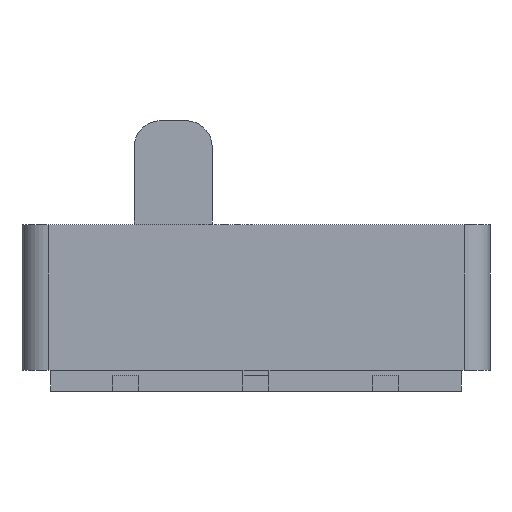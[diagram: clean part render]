
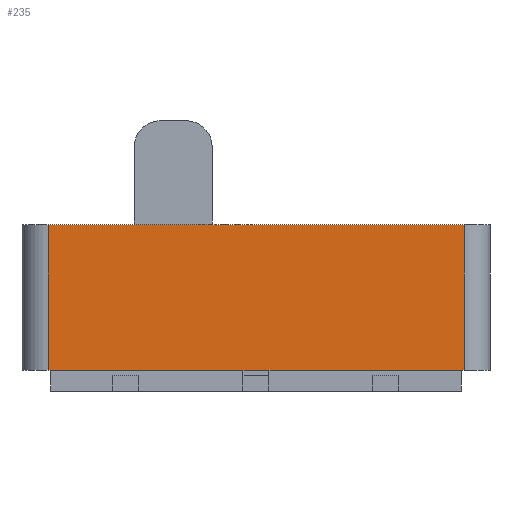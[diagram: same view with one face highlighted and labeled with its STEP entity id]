
A CAD part, front view. The second image highlights one B-rep face of the part: STEP entity #235.
In plain terms, the highlighted planar face has unit normal (0, -1, 0).
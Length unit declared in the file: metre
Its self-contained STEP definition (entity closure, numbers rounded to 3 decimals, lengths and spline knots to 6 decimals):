
#235 = ADVANCED_FACE( '', ( #471 ), #472, .T. );
#471 = FACE_OUTER_BOUND( '', #721, .T. );
#472 = PLANE( '', #722 );
#721 = EDGE_LOOP( '', ( #1199, #1200, #1201, #1202 ) );
#722 = AXIS2_PLACEMENT_3D( '', #1203, #1204, #1205 );
#1199 = ORIENTED_EDGE( '', *, *, #1348, .F. );
#1200 = ORIENTED_EDGE( '', *, *, #1467, .T. );
#1201 = ORIENTED_EDGE( '', *, *, #1520, .T. );
#1202 = ORIENTED_EDGE( '', *, *, #1521, .T. );
#1203 = CARTESIAN_POINT( '', ( 0.007936, -0.00175, 0.0032 ) );
#1204 = DIRECTION( '', ( 0., -1., 0. ) );
#1205 = DIRECTION( '', ( 1., 0., 0. ) );
#1348 = EDGE_CURVE( '', #1577, #1579, #1580, .T. );
#1467 = EDGE_CURVE( '', #1577, #1764, #1767, .F. );
#1520 = EDGE_CURVE( '', #1764, #1831, #1832, .T. );
#1521 = EDGE_CURVE( '', #1831, #1579, #1833, .T. );
#1577 = VERTEX_POINT( '', #1903 );
#1579 = VERTEX_POINT( '', #1905 );
#1580 = LINE( '', #1906, #1907 );
#1764 = VERTEX_POINT( '', #2175 );
#1767 = LINE( '', #2178, #2179 );
#1831 = VERTEX_POINT( '', #2270 );
#1832 = LINE( '', #2271, #2272 );
#1833 = LINE( '', #2273, #2274 );
#1903 = CARTESIAN_POINT( '', ( 0.004, -0.00175, 0.0004 ) );
#1905 = CARTESIAN_POINT( '', ( -0.004, -0.00175, 0.0004 ) );
#1906 = CARTESIAN_POINT( '', ( 0.007936, -0.00175, 0.0004 ) );
#1907 = VECTOR( '', #2322, 1. );
#2175 = CARTESIAN_POINT( '', ( 0.004, -0.00175, 0.0032 ) );
#2178 = CARTESIAN_POINT( '', ( 0.004, -0.00175, 0.0032 ) );
#2179 = VECTOR( '', #2422, 1. );
#2270 = CARTESIAN_POINT( '', ( -0.004, -0.00175, 0.0032 ) );
#2271 = CARTESIAN_POINT( '', ( 0.007936, -0.00175, 0.0032 ) );
#2272 = VECTOR( '', #2462, 1. );
#2273 = CARTESIAN_POINT( '', ( -0.004, -0.00175, 0.0004 ) );
#2274 = VECTOR( '', #2463, 1. );
#2322 = DIRECTION( '', ( -1., 0., 0. ) );
#2422 = DIRECTION( '', ( 0., 0., -1. ) );
#2462 = DIRECTION( '', ( -1., 0., 0. ) );
#2463 = DIRECTION( '', ( 0., 0., -1. ) );
